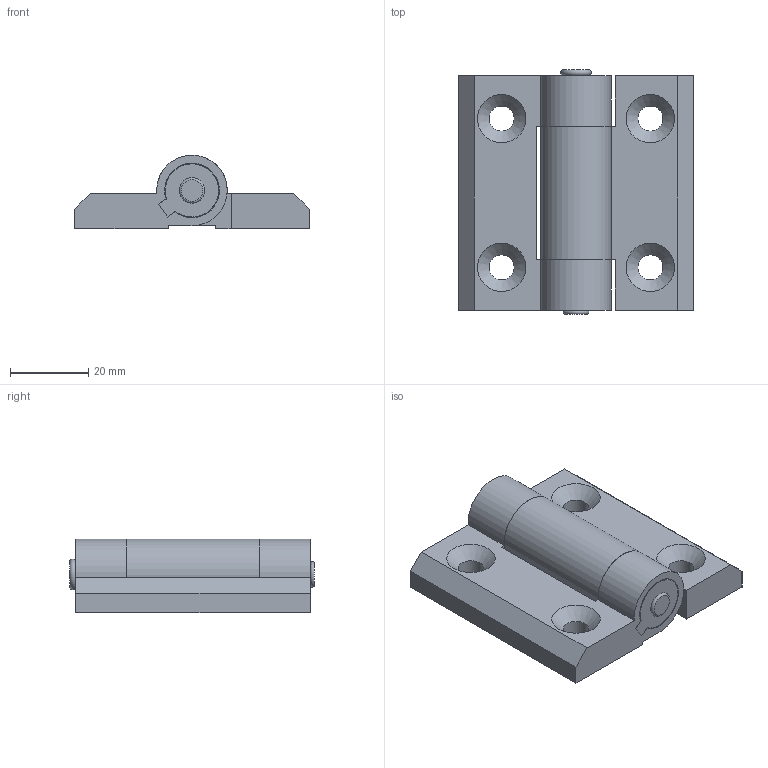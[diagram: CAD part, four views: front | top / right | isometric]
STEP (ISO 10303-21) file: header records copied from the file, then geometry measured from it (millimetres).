
FILE_DESCRIPTION(('FreeCAD Model'),'2;1');
FILE_NAME('Open CASCADE Shape Model','2026-02-02T15:46:12',(''),(''), 'Open CASCADE STEP processor 7.6','FreeCAD','Unknown');
FILE_SCHEMA(('AUTOMOTIVE_DESIGN { 1 0 10303 214 1 1 1 1 }'));
Length unit declared in the file: millimetre
Products named in the file (10): STI8-CHCR 1; STI8-CHCR 2; STI8-CHCR 3; STI8-CHR 004; STI8-CHR 005; STI8-CHR 006; STI8-CHCR
Assembly tree (3 placements, depth 2):
  STI8-CHCR 1
  STI8-CHCR 2
  STI8-CHCR 3
  STI8-CHR 004
  STI8-CHR 005
Bounding box: 60 x 62.5 x 18.79 mm (x, y, z)
Surface area: 60316.2 mm2
Topology: 9 solids, 9 shells, 519 faces, 1347 edges, 894 vertices
Faces by surface type: plane 339, cylinder 126, cone 48, torus 6
Full cylindrical faces by diameter (mm): 4.9 x3, 5.5 x3, 6.4 x12, 13.6 x6, 14 x12
Entity records: 16513 total; most frequent: CARTESIAN_POINT 3037, ORIENTED_EDGE 2694, DIRECTION 2585, EDGE_CURVE 1347, LINE 927, VECTOR 927, VERTEX_POINT 894, AXIS2_PLACEMENT_3D 829
